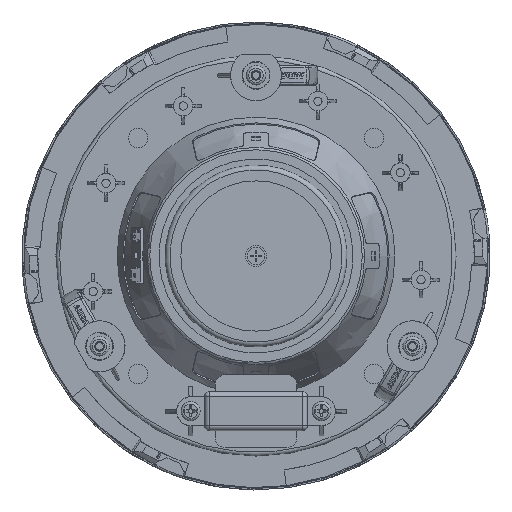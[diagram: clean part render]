
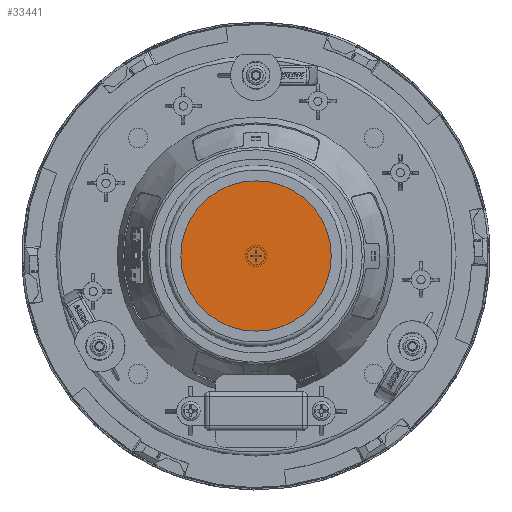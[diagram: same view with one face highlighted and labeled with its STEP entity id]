
A CAD part, front view. The second image highlights one B-rep face of the part: STEP entity #33441.
In plain terms, the highlighted planar face has unit normal (0, -1, 0).
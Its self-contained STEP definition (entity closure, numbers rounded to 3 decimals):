
#1340=PLANE('',#36316);
#8892=CIRCLE('',#36317,31.);
#10901=FACE_OUTER_BOUND('',#12758,.T.);
#12758=EDGE_LOOP('',(#29707));
#16829=VERTEX_POINT('',#66439);
#21298=EDGE_CURVE('',#16829,#16829,#8892,.T.);
#29707=ORIENTED_EDGE('',*,*,#21298,.T.);
#33441=ADVANCED_FACE('',(#10901),#1340,.T.);
#36316=AXIS2_PLACEMENT_3D('',#66438,#43394,#43395);
#36317=AXIS2_PLACEMENT_3D('',#66440,#43396,#43397);
#43394=DIRECTION('center_axis',(0.,-1.,0.));
#43395=DIRECTION('ref_axis',(-1.,0.,0.));
#43396=DIRECTION('center_axis',(0.,-1.,0.));
#43397=DIRECTION('ref_axis',(1.,0.,0.));
#66438=CARTESIAN_POINT('Origin',(0.,-61.,
0.));
#66439=CARTESIAN_POINT('',(-31.,-61.,0.));
#66440=CARTESIAN_POINT('Origin',(0.,-61.,
0.));
